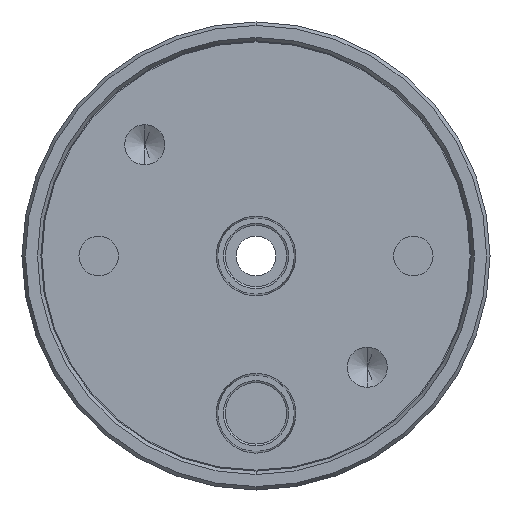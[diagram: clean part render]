
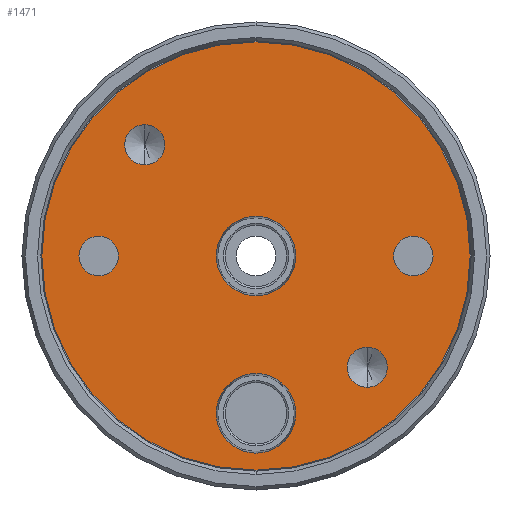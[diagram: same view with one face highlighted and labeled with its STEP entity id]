
A CAD part, front view. The second image highlights one B-rep face of the part: STEP entity #1471.
In plain terms, the highlighted planar face has unit normal (0, -1, 0).
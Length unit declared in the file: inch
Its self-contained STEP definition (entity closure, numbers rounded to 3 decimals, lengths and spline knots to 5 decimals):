
#2 = DIRECTION ( 'NONE',  ( 0., -1., 0. ) ) ;
#6 = VERTEX_POINT ( 'NONE', #2057 ) ;
#10 = ORIENTED_EDGE ( 'NONE', *, *, #177, .F. ) ;
#61 = CIRCLE ( 'NONE', #1711, 0.1005 ) ;
#100 = DIRECTION ( 'NONE',  ( 0., -1., 0. ) ) ;
#101 = EDGE_CURVE ( 'NONE', #470, #6, #441, .T. ) ;
#106 = EDGE_LOOP ( 'NONE', ( #2167, #2051 ) ) ;
#124 = EDGE_CURVE ( 'NONE', #2630, #2548, #1663, .T. ) ;
#127 = DIRECTION ( 'NONE',  ( 0., -1., 0. ) ) ;
#162 = EDGE_LOOP ( 'NONE', ( #338, #1493 ) ) ;
#177 = EDGE_CURVE ( 'NONE', #2548, #2630, #2138, .T. ) ;
#185 = EDGE_CURVE ( 'NONE', #960, #420, #1092, .T. ) ;
#190 = AXIS2_PLACEMENT_3D ( 'NONE', #1009, #574, #259 ) ;
#202 = VERTEX_POINT ( 'NONE', #750 ) ;
#206 = CIRCLE ( 'NONE', #1483, 0.1005 ) ;
#259 = DIRECTION ( 'NONE',  ( 0., 0., 1. ) ) ;
#263 = EDGE_CURVE ( 'NONE', #972, #742, #61, .T. ) ;
#271 = DIRECTION ( 'NONE',  ( 0., -1., 0. ) ) ;
#284 = CARTESIAN_POINT ( 'NONE',  ( 0., 0., -0.2025 ) ) ;
#285 = FACE_BOUND ( 'NONE', #1967, .T. ) ;
#310 = DIRECTION ( 'NONE',  ( 0., -1., 0. ) ) ;
#338 = ORIENTED_EDGE ( 'NONE', *, *, #185, .F. ) ;
#360 = CIRCLE ( 'NONE', #2274, 0.2025 ) ;
#376 = ORIENTED_EDGE ( 'NONE', *, *, #263, .F. ) ;
#390 = ORIENTED_EDGE ( 'NONE', *, *, #101, .F. ) ;
#420 = VERTEX_POINT ( 'NONE', #1330 ) ;
#441 = CIRCLE ( 'NONE', #836, 0.2025 ) ;
#461 = ORIENTED_EDGE ( 'NONE', *, *, #1530, .F. ) ;
#465 = CARTESIAN_POINT ( 'NONE',  ( 0.8, 0., -0.1005 ) ) ;
#470 = VERTEX_POINT ( 'NONE', #1485 ) ;
#498 = FACE_BOUND ( 'NONE', #106, .T. ) ;
#564 = CARTESIAN_POINT ( 'NONE',  ( 0.8, 0., 0.1005 ) ) ;
#566 = PLANE ( 'NONE',  #940 ) ;
#573 = DIRECTION ( 'NONE',  ( 0., 0., 1. ) ) ;
#574 = DIRECTION ( 'NONE',  ( 0., -1., 0. ) ) ;
#579 = DIRECTION ( 'NONE',  ( 0., 0., 1. ) ) ;
#585 = CARTESIAN_POINT ( 'NONE',  ( 0., 0., -0.8 ) ) ;
#594 = CARTESIAN_POINT ( 'NONE',  ( -0.8, 0., -0.1005 ) ) ;
#597 = DIRECTION ( 'NONE',  ( 0., 1., 0. ) ) ;
#642 = ORIENTED_EDGE ( 'NONE', *, *, #124, .F. ) ;
#678 = CARTESIAN_POINT ( 'NONE',  ( 0.56569, 0., -0.46412 ) ) ;
#742 = VERTEX_POINT ( 'NONE', #594 ) ;
#750 = CARTESIAN_POINT ( 'NONE',  ( -0.56569, 0., 0.46412 ) ) ;
#751 = VERTEX_POINT ( 'NONE', #1919 ) ;
#768 = CARTESIAN_POINT ( 'NONE',  ( 0.56569, 0., -0.56569 ) ) ;
#772 = CARTESIAN_POINT ( 'NONE',  ( -0.8, 0., 0. ) ) ;
#796 = FACE_BOUND ( 'NONE', #162, .T. ) ;
#809 = CARTESIAN_POINT ( 'NONE',  ( 0., 0., 0. ) ) ;
#836 = AXIS2_PLACEMENT_3D ( 'NONE', #1369, #2, #2269 ) ;
#858 = DIRECTION ( 'NONE',  ( 0., -1., 0. ) ) ;
#883 = AXIS2_PLACEMENT_3D ( 'NONE', #2300, #1182, #1659 ) ;
#924 = CIRCLE ( 'NONE', #1132, 0.1005 ) ;
#940 = AXIS2_PLACEMENT_3D ( 'NONE', #2594, #597, #2352 ) ;
#960 = VERTEX_POINT ( 'NONE', #678 ) ;
#972 = VERTEX_POINT ( 'NONE', #1131 ) ;
#985 = EDGE_CURVE ( 'NONE', #420, #960, #1484, .T. ) ;
#1009 = CARTESIAN_POINT ( 'NONE',  ( -0.56569, 0., 0.56569 ) ) ;
#1035 = CARTESIAN_POINT ( 'NONE',  ( -0.56569, 0., 0.56569 ) ) ;
#1040 = EDGE_CURVE ( 'NONE', #751, #1694, #2357, .T. ) ;
#1067 = CARTESIAN_POINT ( 'NONE',  ( 0., 0., 1.089 ) ) ;
#1092 = CIRCLE ( 'NONE', #1943, 0.10156 ) ;
#1100 = EDGE_LOOP ( 'NONE', ( #10, #642 ) ) ;
#1131 = CARTESIAN_POINT ( 'NONE',  ( -0.8, 0., 0.1005 ) ) ;
#1132 = AXIS2_PLACEMENT_3D ( 'NONE', #1692, #100, #2586 ) ;
#1149 = EDGE_CURVE ( 'NONE', #2659, #1754, #1620, .T. ) ;
#1181 = FACE_OUTER_BOUND ( 'NONE', #1394, .T. ) ;
#1182 = DIRECTION ( 'NONE',  ( 0., -1., 0. ) ) ;
#1206 = CARTESIAN_POINT ( 'NONE',  ( 0., 0., 0.2025 ) ) ;
#1262 = ORIENTED_EDGE ( 'NONE', *, *, #1040, .T. ) ;
#1264 = EDGE_LOOP ( 'NONE', ( #1738, #2733 ) ) ;
#1285 = EDGE_CURVE ( 'NONE', #202, #1545, #1757, .T. ) ;
#1330 = CARTESIAN_POINT ( 'NONE',  ( 0.56569, 0., -0.66725 ) ) ;
#1348 = DIRECTION ( 'NONE',  ( 0., -1., 0. ) ) ;
#1369 = CARTESIAN_POINT ( 'NONE',  ( 0., 0., -0.8 ) ) ;
#1394 = EDGE_LOOP ( 'NONE', ( #2848, #1262 ) ) ;
#1398 = DIRECTION ( 'NONE',  ( 0., 0., 1. ) ) ;
#1467 = DIRECTION ( 'NONE',  ( 0., 0., 1. ) ) ;
#1471 = ADVANCED_FACE ( 'NONE', ( #796, #498, #1859, #1678, #2567, #285, #1181 ), #566, .F. ) ;
#1483 = AXIS2_PLACEMENT_3D ( 'NONE', #772, #1649, #573 ) ;
#1484 = CIRCLE ( 'NONE', #1717, 0.10156 ) ;
#1485 = CARTESIAN_POINT ( 'NONE',  ( 0., 0., -1.0025 ) ) ;
#1493 = ORIENTED_EDGE ( 'NONE', *, *, #985, .F. ) ;
#1511 = DIRECTION ( 'NONE',  ( 0., 0., 1. ) ) ;
#1530 = EDGE_CURVE ( 'NONE', #742, #972, #206, .T. ) ;
#1545 = VERTEX_POINT ( 'NONE', #2636 ) ;
#1588 = DIRECTION ( 'NONE',  ( 0., 0., 1. ) ) ;
#1620 = CIRCLE ( 'NONE', #2041, 0.1005 ) ;
#1636 = DIRECTION ( 'NONE',  ( 0., 0., 1. ) ) ;
#1649 = DIRECTION ( 'NONE',  ( 0., -1., 0. ) ) ;
#1659 = DIRECTION ( 'NONE',  ( 0., 0., 1. ) ) ;
#1663 = CIRCLE ( 'NONE', #1990, 0.2025 ) ;
#1678 = FACE_BOUND ( 'NONE', #2422, .T. ) ;
#1680 = EDGE_CURVE ( 'NONE', #6, #470, #360, .T. ) ;
#1690 = EDGE_CURVE ( 'NONE', #1694, #751, #2891, .T. ) ;
#1692 = CARTESIAN_POINT ( 'NONE',  ( 0.8, 0., 0. ) ) ;
#1694 = VERTEX_POINT ( 'NONE', #1067 ) ;
#1711 = AXIS2_PLACEMENT_3D ( 'NONE', #2284, #271, #1636 ) ;
#1717 = AXIS2_PLACEMENT_3D ( 'NONE', #768, #2054, #1398 ) ;
#1733 = DIRECTION ( 'NONE',  ( 0., 0., 1. ) ) ;
#1738 = ORIENTED_EDGE ( 'NONE', *, *, #2333, .F. ) ;
#1754 = VERTEX_POINT ( 'NONE', #564 ) ;
#1757 = CIRCLE ( 'NONE', #2453, 0.10156 ) ;
#1762 = AXIS2_PLACEMENT_3D ( 'NONE', #2355, #127, #1511 ) ;
#1830 = ORIENTED_EDGE ( 'NONE', *, *, #1680, .F. ) ;
#1859 = FACE_BOUND ( 'NONE', #1264, .T. ) ;
#1919 = CARTESIAN_POINT ( 'NONE',  ( 0., 0., -1.089 ) ) ;
#1943 = AXIS2_PLACEMENT_3D ( 'NONE', #2510, #2748, #2087 ) ;
#1967 = EDGE_LOOP ( 'NONE', ( #1830, #390 ) ) ;
#1990 = AXIS2_PLACEMENT_3D ( 'NONE', #2458, #1348, #2243 ) ;
#2001 = EDGE_CURVE ( 'NONE', #1545, #202, #2540, .T. ) ;
#2007 = DIRECTION ( 'NONE',  ( 0., -1., 0. ) ) ;
#2041 = AXIS2_PLACEMENT_3D ( 'NONE', #2688, #2007, #1588 ) ;
#2051 = ORIENTED_EDGE ( 'NONE', *, *, #1285, .F. ) ;
#2054 = DIRECTION ( 'NONE',  ( 0., -1., 0. ) ) ;
#2057 = CARTESIAN_POINT ( 'NONE',  ( 0., 0., -0.5975 ) ) ;
#2087 = DIRECTION ( 'NONE',  ( 0., 0., 1. ) ) ;
#2138 = CIRCLE ( 'NONE', #883, 0.2025 ) ;
#2167 = ORIENTED_EDGE ( 'NONE', *, *, #2001, .F. ) ;
#2243 = DIRECTION ( 'NONE',  ( 0., 0., 1. ) ) ;
#2269 = DIRECTION ( 'NONE',  ( 0., 0., 1. ) ) ;
#2274 = AXIS2_PLACEMENT_3D ( 'NONE', #585, #2834, #1467 ) ;
#2284 = CARTESIAN_POINT ( 'NONE',  ( -0.8, 0., 0. ) ) ;
#2300 = CARTESIAN_POINT ( 'NONE',  ( 0., 0., 0. ) ) ;
#2333 = EDGE_CURVE ( 'NONE', #1754, #2659, #924, .T. ) ;
#2352 = DIRECTION ( 'NONE',  ( 0., 0., -1. ) ) ;
#2355 = CARTESIAN_POINT ( 'NONE',  ( 0., 0., 0. ) ) ;
#2357 = CIRCLE ( 'NONE', #2407, 1.089 ) ;
#2407 = AXIS2_PLACEMENT_3D ( 'NONE', #809, #310, #579 ) ;
#2422 = EDGE_LOOP ( 'NONE', ( #376, #461 ) ) ;
#2453 = AXIS2_PLACEMENT_3D ( 'NONE', #1035, #858, #1733 ) ;
#2458 = CARTESIAN_POINT ( 'NONE',  ( 0., 0., 0. ) ) ;
#2510 = CARTESIAN_POINT ( 'NONE',  ( 0.56569, 0., -0.56569 ) ) ;
#2540 = CIRCLE ( 'NONE', #190, 0.10156 ) ;
#2548 = VERTEX_POINT ( 'NONE', #1206 ) ;
#2567 = FACE_BOUND ( 'NONE', #1100, .T. ) ;
#2586 = DIRECTION ( 'NONE',  ( 0., 0., 1. ) ) ;
#2594 = CARTESIAN_POINT ( 'NONE',  ( 0., 0., 0. ) ) ;
#2630 = VERTEX_POINT ( 'NONE', #284 ) ;
#2636 = CARTESIAN_POINT ( 'NONE',  ( -0.56569, 0., 0.66725 ) ) ;
#2659 = VERTEX_POINT ( 'NONE', #465 ) ;
#2688 = CARTESIAN_POINT ( 'NONE',  ( 0.8, 0., 0. ) ) ;
#2733 = ORIENTED_EDGE ( 'NONE', *, *, #1149, .F. ) ;
#2748 = DIRECTION ( 'NONE',  ( 0., -1., 0. ) ) ;
#2834 = DIRECTION ( 'NONE',  ( 0., -1., 0. ) ) ;
#2848 = ORIENTED_EDGE ( 'NONE', *, *, #1690, .T. ) ;
#2891 = CIRCLE ( 'NONE', #1762, 1.089 ) ;
